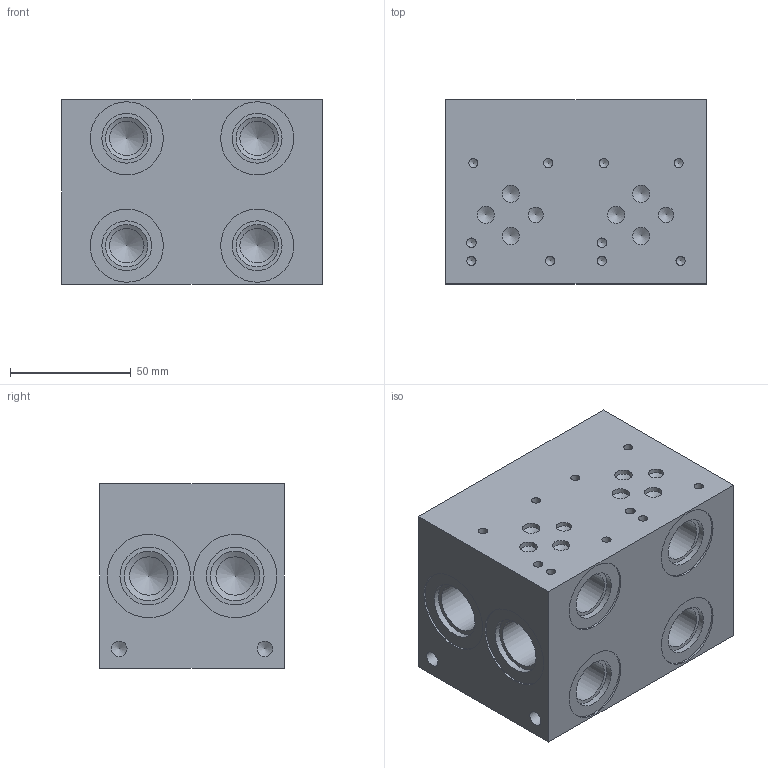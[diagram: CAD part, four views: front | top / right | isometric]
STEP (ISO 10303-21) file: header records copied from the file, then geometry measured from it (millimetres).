
FILE_DESCRIPTION((''),'2;1');
FILE_NAME('AD03P022S_PA.stp','2013-06-20T16:46:24',('juliea'),(''),'Autodesk Inventor 2012','Autodesk Inventor 2012','');
FILE_SCHEMA(('AUTOMOTIVE_DESIGN { 1 0 10303 214 1 1 1 1 }'));
Length unit declared in the file: millimetre
Products named in the file (1): AD03P022S_PA
Bounding box: 107.95 x 76.2 x 76.2 mm (x, y, z)
Volume: 561028.8 mm3; surface area: 60116.2 mm2
Topology: 1 solids, 1 shells, 114 faces, 242 edges, 146 vertices
Faces by surface type: cylinder 54, cone 38, plane 22
Full cylindrical faces by diameter (mm): 3.785 x8, 3.962 x2, 6.35 x2, 6.528 x4, 7.137 x6, 14.3 x4, 15.875 x4, 17.501 x4, 20.447 x4, 20.599 x4, 23.901 x4, 30.251 x4, 34.417 x4
Entity records: 2342 total; most frequent: DIRECTION 458, CARTESIAN_POINT 351, ORIENTED_EDGE 240, AXIS2_PLACEMENT_3D 223, EDGE_LOOP 222, EDGE_CURVE 120, VERTEX_POINT 116, FACE_OUTER_BOUND 114
